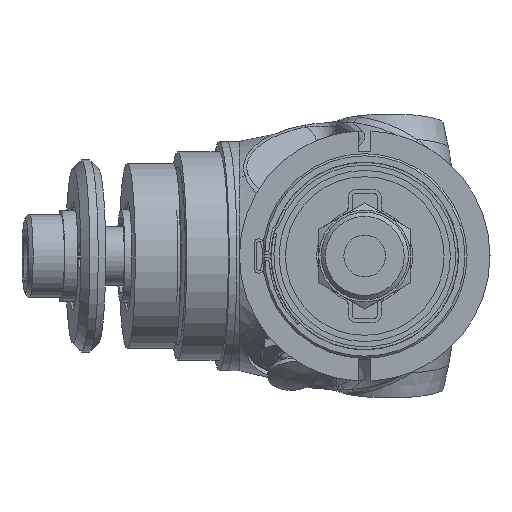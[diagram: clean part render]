
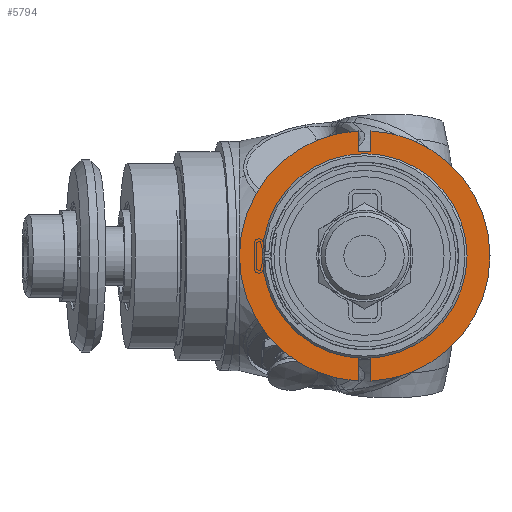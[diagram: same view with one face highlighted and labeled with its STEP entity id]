
A CAD part, left-side view. The second image highlights one B-rep face of the part: STEP entity #5794.
In plain terms, the highlighted planar face has unit normal (-1, 0, 0).
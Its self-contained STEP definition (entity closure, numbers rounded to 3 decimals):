
#735=CIRCLE('',#6199,30.);
#737=CIRCLE('',#6206,30.);
#843=CIRCLE('',#6393,24.);
#844=CIRCLE('',#6394,24.);
#1167=FACE_OUTER_BOUND('',#1556,.T.);
#1556=EDGE_LOOP('',(#4951,#4952,#4953,#4954,#4955,#4956,#4957,#4958,#4959));
#1771=LINE('',#8891,#2026);
#1774=LINE('',#8897,#2029);
#1778=LINE('',#8907,#2033);
#1780=LINE('',#8913,#2035);
#1827=LINE('',#16488,#2082);
#2026=VECTOR('',#7338,10.);
#2029=VECTOR('',#7343,10.);
#2033=VECTOR('',#7349,10.);
#2035=VECTOR('',#7353,10.);
#2082=VECTOR('',#7776,10.);
#2370=VERTEX_POINT('',#8877);
#2371=VERTEX_POINT('',#8879);
#2374=VERTEX_POINT('',#8888);
#2375=VERTEX_POINT('',#8890);
#2377=VERTEX_POINT('',#8896);
#2381=VERTEX_POINT('',#8910);
#2382=VERTEX_POINT('',#8912);
#2593=VERTEX_POINT('',#16484);
#2595=VERTEX_POINT('',#16490);
#3025=EDGE_CURVE('',#2371,#2370,#735,.T.);
#3029=EDGE_CURVE('',#2375,#2374,#1771,.T.);
#3032=EDGE_CURVE('',#2377,#2375,#1774,.T.);
#3037=EDGE_CURVE('',#2370,#2377,#1778,.T.);
#3039=EDGE_CURVE('',#2382,#2381,#1780,.T.);
#3046=EDGE_CURVE('',#2374,#2382,#737,.T.);
#3391=EDGE_CURVE('',#2593,#2371,#1827,.T.);
#3392=EDGE_CURVE('',#2381,#2595,#843,.T.);
#3393=EDGE_CURVE('',#2595,#2593,#844,.T.);
#4951=ORIENTED_EDGE('',*,*,#3392,.T.);
#4952=ORIENTED_EDGE('',*,*,#3393,.T.);
#4953=ORIENTED_EDGE('',*,*,#3391,.T.);
#4954=ORIENTED_EDGE('',*,*,#3025,.T.);
#4955=ORIENTED_EDGE('',*,*,#3037,.T.);
#4956=ORIENTED_EDGE('',*,*,#3032,.T.);
#4957=ORIENTED_EDGE('',*,*,#3029,.T.);
#4958=ORIENTED_EDGE('',*,*,#3046,.T.);
#4959=ORIENTED_EDGE('',*,*,#3039,.T.);
#5141=PLANE('',#6392);
#5794=ADVANCED_FACE('',(#1167),#5141,.T.);
#6199=AXIS2_PLACEMENT_3D('',#8880,#7332,#7333);
#6206=AXIS2_PLACEMENT_3D('',#8926,#7362,#7363);
#6392=AXIS2_PLACEMENT_3D('',#16489,#7777,#7778);
#6393=AXIS2_PLACEMENT_3D('',#16491,#7779,#7780);
#6394=AXIS2_PLACEMENT_3D('',#16492,#7781,#7782);
#7332=DIRECTION('center_axis',(-1.,0.,0.));
#7333=DIRECTION('ref_axis',(0.,-1.,0.));
#7338=DIRECTION('',(0.,0.,1.));
#7343=DIRECTION('',(0.,1.,0.));
#7349=DIRECTION('',(0.,0.,-1.));
#7353=DIRECTION('',(0.,0.,1.));
#7362=DIRECTION('center_axis',(-1.,0.,0.));
#7363=DIRECTION('ref_axis',(0.,-1.,0.));
#7776=DIRECTION('',(0.,0.,-1.));
#7777=DIRECTION('center_axis',(-1.,0.,0.));
#7778=DIRECTION('ref_axis',(0.,-1.,0.));
#7779=DIRECTION('center_axis',(1.,0.,0.));
#7780=DIRECTION('ref_axis',(0.,1.,0.));
#7781=DIRECTION('center_axis',(1.,0.,0.));
#7782=DIRECTION('ref_axis',(0.,1.,0.));
#8877=CARTESIAN_POINT('',(-164.5,-1.5,29.962));
#8879=CARTESIAN_POINT('',(-164.5,-1.5,-29.962));
#8880=CARTESIAN_POINT('Origin',(-164.5,0.,0.));
#8888=CARTESIAN_POINT('',(-164.5,1.5,29.962));
#8890=CARTESIAN_POINT('',(-164.5,1.5,25.));
#8891=CARTESIAN_POINT('',(-164.5,1.5,29.25));
#8896=CARTESIAN_POINT('',(-164.5,-1.5,25.));
#8897=CARTESIAN_POINT('',(-164.5,0.75,25.));
#8907=CARTESIAN_POINT('',(-164.5,-1.5,24.25));
#8910=CARTESIAN_POINT('',(-164.5,1.5,-23.953));
#8912=CARTESIAN_POINT('',(-164.5,1.5,-29.962));
#8913=CARTESIAN_POINT('',(-164.5,1.5,4.25));
#8926=CARTESIAN_POINT('Origin',(-164.5,0.,0.));
#16484=CARTESIAN_POINT('',(-164.5,-1.5,-23.953));
#16488=CARTESIAN_POINT('',(-164.5,-1.5,-5.75));
#16489=CARTESIAN_POINT('Origin',(-164.5,0.,23.5));
#16490=CARTESIAN_POINT('',(-164.5,-24.,0.));
#16491=CARTESIAN_POINT('Origin',(-164.5,0.,0.));
#16492=CARTESIAN_POINT('Origin',(-164.5,0.,0.));
